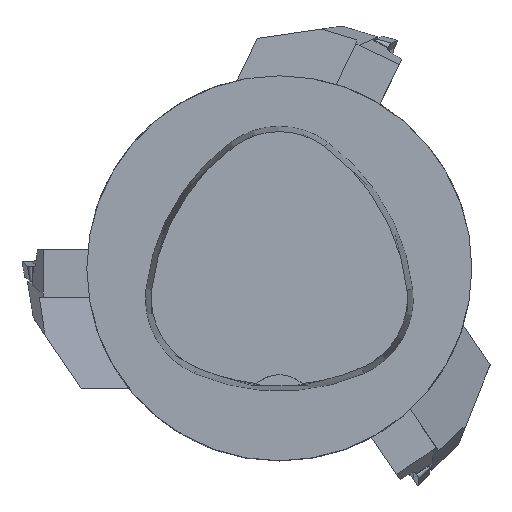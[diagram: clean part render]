
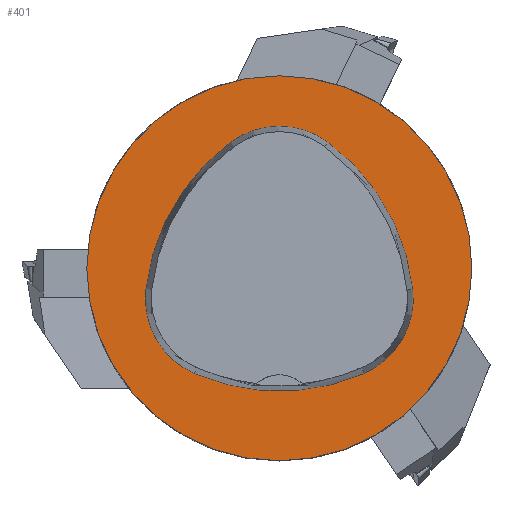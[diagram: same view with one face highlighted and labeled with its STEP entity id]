
A CAD part, top view. The second image highlights one B-rep face of the part: STEP entity #401.
In plain terms, the highlighted planar face has unit normal (0, 0, 1).
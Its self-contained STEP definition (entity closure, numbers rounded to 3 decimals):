
#177=PLANE('',#2518);
#401=ADVANCED_FACE('',(#595,#596),#177,.T.);
#528=CIRCLE('',#2490,40.);
#529=CIRCLE('',#2496,44.);
#531=CIRCLE('',#2499,17.);
#533=CIRCLE('',#2502,44.);
#535=CIRCLE('',#2505,17.);
#539=CIRCLE('',#2510,44.);
#541=CIRCLE('',#2513,17.);
#595=FACE_BOUND('',#670,.T.);
#596=FACE_BOUND('',#671,.T.);
#670=EDGE_LOOP('',(#899,#900,#901,#902,#903,#904));
#671=EDGE_LOOP('',(#905));
#899=ORIENTED_EDGE('',*,*,#1715,.T.);
#900=ORIENTED_EDGE('',*,*,#1695,.T.);
#901=ORIENTED_EDGE('',*,*,#1699,.T.);
#902=ORIENTED_EDGE('',*,*,#1702,.T.);
#903=ORIENTED_EDGE('',*,*,#1705,.T.);
#904=ORIENTED_EDGE('',*,*,#1713,.T.);
#905=ORIENTED_EDGE('',*,*,#1686,.F.);
#1464=VERTEX_POINT('',#3403);
#1473=VERTEX_POINT('',#3422);
#1474=VERTEX_POINT('',#3423);
#1477=VERTEX_POINT('',#3431);
#1479=VERTEX_POINT('',#3437);
#1481=VERTEX_POINT('',#3443);
#1488=VERTEX_POINT('',#3464);
#1686=EDGE_CURVE('',#1464,#1464,#528,.T.);
#1695=EDGE_CURVE('',#1473,#1474,#529,.T.);
#1699=EDGE_CURVE('',#1474,#1477,#531,.T.);
#1702=EDGE_CURVE('',#1477,#1479,#533,.T.);
#1705=EDGE_CURVE('',#1479,#1481,#535,.T.);
#1713=EDGE_CURVE('',#1481,#1488,#539,.T.);
#1715=EDGE_CURVE('',#1488,#1473,#541,.T.);
#2490=AXIS2_PLACEMENT_3D('',#3402,#2739,#2740);
#2496=AXIS2_PLACEMENT_3D('',#3421,#2755,#2756);
#2499=AXIS2_PLACEMENT_3D('',#3430,#2763,#2764);
#2502=AXIS2_PLACEMENT_3D('',#3436,#2770,#2771);
#2505=AXIS2_PLACEMENT_3D('',#3442,#2777,#2778);
#2510=AXIS2_PLACEMENT_3D('',#3465,#2789,#2790);
#2513=AXIS2_PLACEMENT_3D('',#3468,#2795,#2796);
#2518=AXIS2_PLACEMENT_3D('',#3473,#2805,#2806);
#2739=DIRECTION('',(0.,0.,-1.));
#2740=DIRECTION('',(-1.,0.,0.));
#2755=DIRECTION('',(0.,0.,-1.));
#2756=DIRECTION('',(-1.,0.,0.));
#2763=DIRECTION('',(0.,0.,-1.));
#2764=DIRECTION('',(-1.,0.,0.));
#2770=DIRECTION('',(0.,0.,-1.));
#2771=DIRECTION('',(-1.,0.,0.));
#2777=DIRECTION('',(0.,0.,-1.));
#2778=DIRECTION('',(-1.,0.,0.));
#2789=DIRECTION('',(0.,0.,-1.));
#2790=DIRECTION('',(-1.,0.,0.));
#2795=DIRECTION('',(0.,0.,-1.));
#2796=DIRECTION('',(-1.,0.,0.));
#2805=DIRECTION('',(0.,0.,1.));
#2806=DIRECTION('',(1.,0.,0.));
#3402=CARTESIAN_POINT('',(0.,0.,0.));
#3403=CARTESIAN_POINT('',(-40.,0.,0.));
#3421=CARTESIAN_POINT('',(16.01,-9.224,0.));
#3422=CARTESIAN_POINT('',(-27.722,-4.378,0.));
#3423=CARTESIAN_POINT('',(-10.119,26.178,0.));
#3430=CARTESIAN_POINT('',(-0.023,12.5,0.));
#3431=CARTESIAN_POINT('',(10.049,26.194,0.));
#3436=CARTESIAN_POINT('',(-16.021,-9.25,0.));
#3437=CARTESIAN_POINT('',(27.71,-4.394,0.));
#3442=CARTESIAN_POINT('',(10.814,-6.27,0.));
#3443=CARTESIAN_POINT('',(17.611,-21.852,0.));
#3464=CARTESIAN_POINT('',(-17.652,-21.819,0.));
#3465=CARTESIAN_POINT('',(0.017,18.477,0.));
#3468=CARTESIAN_POINT('',(-10.825,-6.25,0.));
#3473=CARTESIAN_POINT('',(0.,0.,0.));
